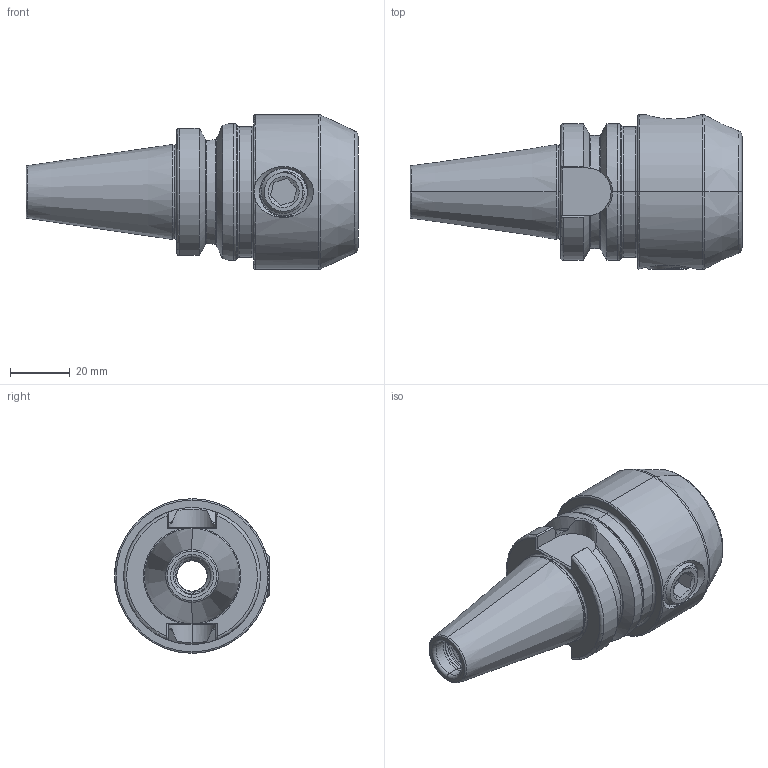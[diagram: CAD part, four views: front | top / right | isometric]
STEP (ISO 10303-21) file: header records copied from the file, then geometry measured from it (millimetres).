
FILE_DESCRIPTION (( 'STEP AP203' ), '1' );
FILE_NAME ('305.04.20.STEP', '2016-08-01T08:12:12', ( '' ), ( '' ), 'SwSTEP 2.0', 'SolidWorks 2012', '' );
FILE_SCHEMA (( 'CONFIG_CONTROL_DESIGN' ));
Length unit declared in the file: millimetre
Products named in the file (3): 305.04.20; 側固16_M16x2_16L
Assembly tree (2 placements, depth 2):
  305.04.20
    305.04.20
    側固16_M16x2_16L
Bounding box: 111.6 x 52 x 52 mm (x, y, z)
Volume: 105513 mm3; surface area: 24911.6 mm2
Topology: 2 solids, 2 shells, 200 faces, 511 edges, 319 vertices
Faces by surface type: cylinder 71, plane 39, cone 33, torus 32, bspline 23, sphere 2
Entity records: 17161 total; most frequent: CARTESIAN_POINT 12567, ORIENTED_EDGE 1018, DIRECTION 777, EDGE_CURVE 509, VERTEX_POINT 319, AXIS2_PLACEMENT_3D 315, EDGE_LOOP 210, FACE_OUTER_BOUND 200
